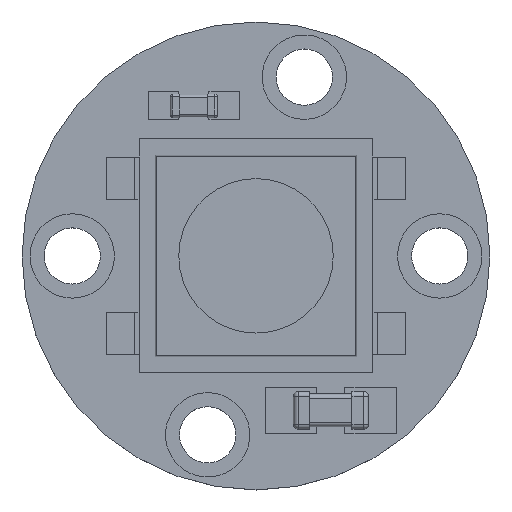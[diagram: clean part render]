
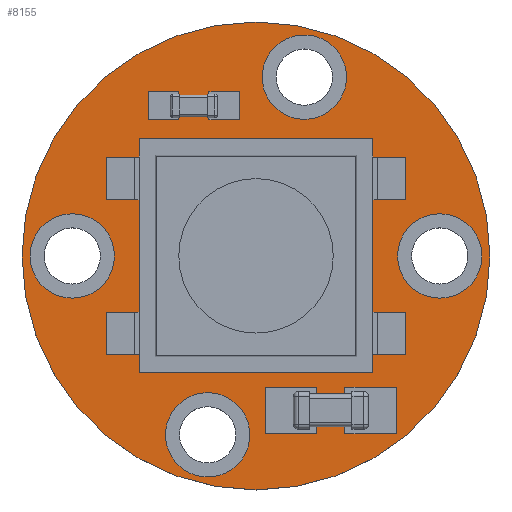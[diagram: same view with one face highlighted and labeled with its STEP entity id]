
A CAD part, top view. The second image highlights one B-rep face of the part: STEP entity #8155.
In plain terms, the highlighted planar face has unit normal (0, 0, 1).
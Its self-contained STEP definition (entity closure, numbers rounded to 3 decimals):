
#7635 = VERTEX_POINT('',#7636);
#7636 = CARTESIAN_POINT('',(15.,20.,0.6));
#7643 = CYLINDRICAL_SURFACE('',#7644,5.);
#7644 = AXIS2_PLACEMENT_3D('',#7645,#7646,#7647);
#7645 = CARTESIAN_POINT('',(20.,20.,0.));
#7646 = DIRECTION('',(0.,0.,-1.));
#7647 = DIRECTION('',(-1.,0.,0.));
#7655 = CYLINDRICAL_SURFACE('',#7656,5.);
#7656 = AXIS2_PLACEMENT_3D('',#7657,#7658,#7659);
#7657 = CARTESIAN_POINT('',(20.,20.,0.));
#7658 = DIRECTION('',(0.,0.,-1.));
#7659 = DIRECTION('',(1.,0.,0.));
#7667 = EDGE_CURVE('',#7635,#7668,#7670,.T.);
#7668 = VERTEX_POINT('',#7669);
#7669 = CARTESIAN_POINT('',(25.,20.,0.6));
#7670 = SURFACE_CURVE('',#7671,(#7676,#7683),.PCURVE_S1.);
#7671 = CIRCLE('',#7672,5.);
#7672 = AXIS2_PLACEMENT_3D('',#7673,#7674,#7675);
#7673 = CARTESIAN_POINT('',(20.,20.,0.6));
#7674 = DIRECTION('',(0.,0.,-1.));
#7675 = DIRECTION('',(-1.,0.,0.));
#7676 = PCURVE('',#7643,#7677);
#7677 = DEFINITIONAL_REPRESENTATION('',(#7678),#7682);
#7678 = LINE('',#7679,#7680);
#7679 = CARTESIAN_POINT('',(0.,-0.6));
#7680 = VECTOR('',#7681,1.);
#7681 = DIRECTION('',(1.,0.));
#7682 = ( GEOMETRIC_REPRESENTATION_CONTEXT(2) 
PARAMETRIC_REPRESENTATION_CONTEXT() REPRESENTATION_CONTEXT('2D SPACE',''
  ) );
#7683 = PCURVE('',#7684,#7689);
#7684 = PLANE('',#7685);
#7685 = AXIS2_PLACEMENT_3D('',#7686,#7687,#7688);
#7686 = CARTESIAN_POINT('',(20.,20.,0.6));
#7687 = DIRECTION('',(-0.,-0.,-1.));
#7688 = DIRECTION('',(-1.,0.,0.));
#7689 = DEFINITIONAL_REPRESENTATION('',(#7690),#7694);
#7690 = CIRCLE('',#7691,5.);
#7691 = AXIS2_PLACEMENT_2D('',#7692,#7693);
#7692 = CARTESIAN_POINT('',(0.,0.));
#7693 = DIRECTION('',(1.,0.));
#7694 = ( GEOMETRIC_REPRESENTATION_CONTEXT(2) 
PARAMETRIC_REPRESENTATION_CONTEXT() REPRESENTATION_CONTEXT('2D SPACE',''
  ) );
#7750 = EDGE_CURVE('',#7668,#7635,#7751,.T.);
#7751 = SURFACE_CURVE('',#7752,(#7757,#7764),.PCURVE_S1.);
#7752 = CIRCLE('',#7753,5.);
#7753 = AXIS2_PLACEMENT_3D('',#7754,#7755,#7756);
#7754 = CARTESIAN_POINT('',(20.,20.,0.6));
#7755 = DIRECTION('',(0.,0.,-1.));
#7756 = DIRECTION('',(1.,0.,0.));
#7757 = PCURVE('',#7655,#7758);
#7758 = DEFINITIONAL_REPRESENTATION('',(#7759),#7763);
#7759 = LINE('',#7760,#7761);
#7760 = CARTESIAN_POINT('',(0.,-0.6));
#7761 = VECTOR('',#7762,1.);
#7762 = DIRECTION('',(1.,0.));
#7763 = ( GEOMETRIC_REPRESENTATION_CONTEXT(2) 
PARAMETRIC_REPRESENTATION_CONTEXT() REPRESENTATION_CONTEXT('2D SPACE',''
  ) );
#7764 = PCURVE('',#7684,#7765);
#7765 = DEFINITIONAL_REPRESENTATION('',(#7766),#7770);
#7766 = CIRCLE('',#7767,5.);
#7767 = AXIS2_PLACEMENT_2D('',#7768,#7769);
#7768 = CARTESIAN_POINT('',(0.,0.));
#7769 = DIRECTION('',(-1.,0.));
#7770 = ( GEOMETRIC_REPRESENTATION_CONTEXT(2) 
PARAMETRIC_REPRESENTATION_CONTEXT() REPRESENTATION_CONTEXT('2D SPACE',''
  ) );
#7808 = CYLINDRICAL_SURFACE('',#7809,0.601);
#7809 = AXIS2_PLACEMENT_3D('',#7810,#7811,#7812);
#7810 = CARTESIAN_POINT('',(18.967,16.177,0.));
#7811 = DIRECTION('',(-0.,-0.,-1.));
#7812 = DIRECTION('',(1.,0.,0.));
#7832 = VERTEX_POINT('',#7833);
#7833 = CARTESIAN_POINT('',(19.568,16.177,0.6));
#7854 = EDGE_CURVE('',#7832,#7832,#7855,.T.);
#7855 = SURFACE_CURVE('',#7856,(#7861,#7868),.PCURVE_S1.);
#7856 = CIRCLE('',#7857,0.601);
#7857 = AXIS2_PLACEMENT_3D('',#7858,#7859,#7860);
#7858 = CARTESIAN_POINT('',(18.967,16.177,0.6));
#7859 = DIRECTION('',(0.,0.,1.));
#7860 = DIRECTION('',(1.,0.,-0.));
#7861 = PCURVE('',#7808,#7862);
#7862 = DEFINITIONAL_REPRESENTATION('',(#7863),#7867);
#7863 = LINE('',#7864,#7865);
#7864 = CARTESIAN_POINT('',(6.283,-0.6));
#7865 = VECTOR('',#7866,1.);
#7866 = DIRECTION('',(-1.,0.));
#7867 = ( GEOMETRIC_REPRESENTATION_CONTEXT(2) 
PARAMETRIC_REPRESENTATION_CONTEXT() REPRESENTATION_CONTEXT('2D SPACE',''
  ) );
#7868 = PCURVE('',#7684,#7869);
#7869 = DEFINITIONAL_REPRESENTATION('',(#7870),#7878);
#7870 = ( BOUNDED_CURVE() B_SPLINE_CURVE(2,(#7871,#7872,#7873,#7874,
#7875,#7876,#7877),.UNSPECIFIED.,.T.,.F.) B_SPLINE_CURVE_WITH_KNOTS((1,2
    ,2,2,2,1),(-2.094,0.,2.094,4.189,
6.283,8.378),.UNSPECIFIED.) CURVE() 
GEOMETRIC_REPRESENTATION_ITEM() RATIONAL_B_SPLINE_CURVE((1.,0.5,1.,0.5,
1.,0.5,1.)) REPRESENTATION_ITEM('') );
#7871 = CARTESIAN_POINT('',(0.432,-3.823));
#7872 = CARTESIAN_POINT('',(0.432,-2.782));
#7873 = CARTESIAN_POINT('',(1.333,-3.302));
#7874 = CARTESIAN_POINT('',(2.235,-3.823));
#7875 = CARTESIAN_POINT('',(1.333,-4.343));
#7876 = CARTESIAN_POINT('',(0.432,-4.864));
#7877 = CARTESIAN_POINT('',(0.432,-3.823));
#7878 = ( GEOMETRIC_REPRESENTATION_CONTEXT(2) 
PARAMETRIC_REPRESENTATION_CONTEXT() REPRESENTATION_CONTEXT('2D SPACE',''
  ) );
#7894 = CYLINDRICAL_SURFACE('',#7895,0.601);
#7895 = AXIS2_PLACEMENT_3D('',#7896,#7897,#7898);
#7896 = CARTESIAN_POINT('',(23.927,20.,0.));
#7897 = DIRECTION('',(-0.,-0.,-1.));
#7898 = DIRECTION('',(1.,0.,0.));
#7918 = VERTEX_POINT('',#7919);
#7919 = CARTESIAN_POINT('',(24.528,20.,0.6));
#7940 = EDGE_CURVE('',#7918,#7918,#7941,.T.);
#7941 = SURFACE_CURVE('',#7942,(#7947,#7954),.PCURVE_S1.);
#7942 = CIRCLE('',#7943,0.601);
#7943 = AXIS2_PLACEMENT_3D('',#7944,#7945,#7946);
#7944 = CARTESIAN_POINT('',(23.927,20.,0.6));
#7945 = DIRECTION('',(0.,0.,1.));
#7946 = DIRECTION('',(1.,0.,-0.));
#7947 = PCURVE('',#7894,#7948);
#7948 = DEFINITIONAL_REPRESENTATION('',(#7949),#7953);
#7949 = LINE('',#7950,#7951);
#7950 = CARTESIAN_POINT('',(6.283,-0.6));
#7951 = VECTOR('',#7952,1.);
#7952 = DIRECTION('',(-1.,0.));
#7953 = ( GEOMETRIC_REPRESENTATION_CONTEXT(2) 
PARAMETRIC_REPRESENTATION_CONTEXT() REPRESENTATION_CONTEXT('2D SPACE',''
  ) );
#7954 = PCURVE('',#7684,#7955);
#7955 = DEFINITIONAL_REPRESENTATION('',(#7956),#7964);
#7956 = ( BOUNDED_CURVE() B_SPLINE_CURVE(2,(#7957,#7958,#7959,#7960,
#7961,#7962,#7963),.UNSPECIFIED.,.T.,.F.) B_SPLINE_CURVE_WITH_KNOTS((1,2
    ,2,2,2,1),(-2.094,0.,2.094,4.189,
6.283,8.378),.UNSPECIFIED.) CURVE() 
GEOMETRIC_REPRESENTATION_ITEM() RATIONAL_B_SPLINE_CURVE((1.,0.5,1.,0.5,
1.,0.5,1.)) REPRESENTATION_ITEM('') );
#7957 = CARTESIAN_POINT('',(-4.528,0.));
#7958 = CARTESIAN_POINT('',(-4.528,1.041));
#7959 = CARTESIAN_POINT('',(-3.627,0.52));
#7960 = CARTESIAN_POINT('',(-2.725,0.));
#7961 = CARTESIAN_POINT('',(-3.627,-0.52));
#7962 = CARTESIAN_POINT('',(-4.528,-1.041));
#7963 = CARTESIAN_POINT('',(-4.528,0.));
#7964 = ( GEOMETRIC_REPRESENTATION_CONTEXT(2) 
PARAMETRIC_REPRESENTATION_CONTEXT() REPRESENTATION_CONTEXT('2D SPACE',''
  ) );
#7980 = CYLINDRICAL_SURFACE('',#7981,0.601);
#7981 = AXIS2_PLACEMENT_3D('',#7982,#7983,#7984);
#7982 = CARTESIAN_POINT('',(21.033,23.823,0.));
#7983 = DIRECTION('',(-0.,-0.,-1.));
#7984 = DIRECTION('',(1.,0.,0.));
#8004 = VERTEX_POINT('',#8005);
#8005 = CARTESIAN_POINT('',(21.634,23.823,0.6));
#8026 = EDGE_CURVE('',#8004,#8004,#8027,.T.);
#8027 = SURFACE_CURVE('',#8028,(#8033,#8040),.PCURVE_S1.);
#8028 = CIRCLE('',#8029,0.601);
#8029 = AXIS2_PLACEMENT_3D('',#8030,#8031,#8032);
#8030 = CARTESIAN_POINT('',(21.033,23.823,0.6));
#8031 = DIRECTION('',(0.,0.,1.));
#8032 = DIRECTION('',(1.,0.,-0.));
#8033 = PCURVE('',#7980,#8034);
#8034 = DEFINITIONAL_REPRESENTATION('',(#8035),#8039);
#8035 = LINE('',#8036,#8037);
#8036 = CARTESIAN_POINT('',(6.283,-0.6));
#8037 = VECTOR('',#8038,1.);
#8038 = DIRECTION('',(-1.,0.));
#8039 = ( GEOMETRIC_REPRESENTATION_CONTEXT(2) 
PARAMETRIC_REPRESENTATION_CONTEXT() REPRESENTATION_CONTEXT('2D SPACE',''
  ) );
#8040 = PCURVE('',#7684,#8041);
#8041 = DEFINITIONAL_REPRESENTATION('',(#8042),#8050);
#8042 = ( BOUNDED_CURVE() B_SPLINE_CURVE(2,(#8043,#8044,#8045,#8046,
#8047,#8048,#8049),.UNSPECIFIED.,.T.,.F.) B_SPLINE_CURVE_WITH_KNOTS((1,2
    ,2,2,2,1),(-2.094,0.,2.094,4.189,
6.283,8.378),.UNSPECIFIED.) CURVE() 
GEOMETRIC_REPRESENTATION_ITEM() RATIONAL_B_SPLINE_CURVE((1.,0.5,1.,0.5,
1.,0.5,1.)) REPRESENTATION_ITEM('') );
#8043 = CARTESIAN_POINT('',(-1.634,3.823));
#8044 = CARTESIAN_POINT('',(-1.634,4.864));
#8045 = CARTESIAN_POINT('',(-0.732,4.343));
#8046 = CARTESIAN_POINT('',(0.169,3.823));
#8047 = CARTESIAN_POINT('',(-0.732,3.302));
#8048 = CARTESIAN_POINT('',(-1.634,2.782));
#8049 = CARTESIAN_POINT('',(-1.634,3.823));
#8050 = ( GEOMETRIC_REPRESENTATION_CONTEXT(2) 
PARAMETRIC_REPRESENTATION_CONTEXT() REPRESENTATION_CONTEXT('2D SPACE',''
  ) );
#8066 = CYLINDRICAL_SURFACE('',#8067,0.601);
#8067 = AXIS2_PLACEMENT_3D('',#8068,#8069,#8070);
#8068 = CARTESIAN_POINT('',(16.073,20.,0.));
#8069 = DIRECTION('',(-0.,-0.,-1.));
#8070 = DIRECTION('',(1.,0.,0.));
#8090 = VERTEX_POINT('',#8091);
#8091 = CARTESIAN_POINT('',(16.674,20.,0.6));
#8112 = EDGE_CURVE('',#8090,#8090,#8113,.T.);
#8113 = SURFACE_CURVE('',#8114,(#8119,#8126),.PCURVE_S1.);
#8114 = CIRCLE('',#8115,0.601);
#8115 = AXIS2_PLACEMENT_3D('',#8116,#8117,#8118);
#8116 = CARTESIAN_POINT('',(16.073,20.,0.6));
#8117 = DIRECTION('',(0.,0.,1.));
#8118 = DIRECTION('',(1.,0.,-0.));
#8119 = PCURVE('',#8066,#8120);
#8120 = DEFINITIONAL_REPRESENTATION('',(#8121),#8125);
#8121 = LINE('',#8122,#8123);
#8122 = CARTESIAN_POINT('',(6.283,-0.6));
#8123 = VECTOR('',#8124,1.);
#8124 = DIRECTION('',(-1.,0.));
#8125 = ( GEOMETRIC_REPRESENTATION_CONTEXT(2) 
PARAMETRIC_REPRESENTATION_CONTEXT() REPRESENTATION_CONTEXT('2D SPACE',''
  ) );
#8126 = PCURVE('',#7684,#8127);
#8127 = DEFINITIONAL_REPRESENTATION('',(#8128),#8136);
#8128 = ( BOUNDED_CURVE() B_SPLINE_CURVE(2,(#8129,#8130,#8131,#8132,
#8133,#8134,#8135),.UNSPECIFIED.,.T.,.F.) B_SPLINE_CURVE_WITH_KNOTS((1,2
    ,2,2,2,1),(-2.094,0.,2.094,4.189,
6.283,8.378),.UNSPECIFIED.) CURVE() 
GEOMETRIC_REPRESENTATION_ITEM() RATIONAL_B_SPLINE_CURVE((1.,0.5,1.,0.5,
1.,0.5,1.)) REPRESENTATION_ITEM('') );
#8129 = CARTESIAN_POINT('',(3.326,0.));
#8130 = CARTESIAN_POINT('',(3.326,1.041));
#8131 = CARTESIAN_POINT('',(4.228,0.52));
#8132 = CARTESIAN_POINT('',(5.129,0.));
#8133 = CARTESIAN_POINT('',(4.228,-0.52));
#8134 = CARTESIAN_POINT('',(3.326,-1.041));
#8135 = CARTESIAN_POINT('',(3.326,0.));
#8136 = ( GEOMETRIC_REPRESENTATION_CONTEXT(2) 
PARAMETRIC_REPRESENTATION_CONTEXT() REPRESENTATION_CONTEXT('2D SPACE',''
  ) );
#8155 = ADVANCED_FACE('',(#8156,#8160,#8163,#8166,#8169),#7684,.F.);
#8156 = FACE_BOUND('',#8157,.F.);
#8157 = EDGE_LOOP('',(#8158,#8159));
#8158 = ORIENTED_EDGE('',*,*,#7667,.T.);
#8159 = ORIENTED_EDGE('',*,*,#7750,.T.);
#8160 = FACE_BOUND('',#8161,.F.);
#8161 = EDGE_LOOP('',(#8162));
#8162 = ORIENTED_EDGE('',*,*,#7854,.T.);
#8163 = FACE_BOUND('',#8164,.F.);
#8164 = EDGE_LOOP('',(#8165));
#8165 = ORIENTED_EDGE('',*,*,#7940,.T.);
#8166 = FACE_BOUND('',#8167,.F.);
#8167 = EDGE_LOOP('',(#8168));
#8168 = ORIENTED_EDGE('',*,*,#8026,.T.);
#8169 = FACE_BOUND('',#8170,.F.);
#8170 = EDGE_LOOP('',(#8171));
#8171 = ORIENTED_EDGE('',*,*,#8112,.T.);
